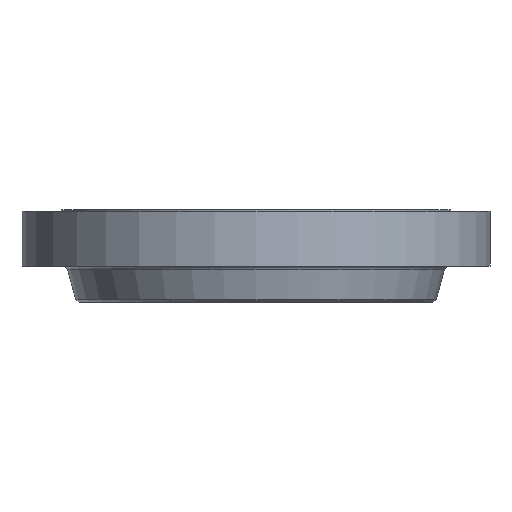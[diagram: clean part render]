
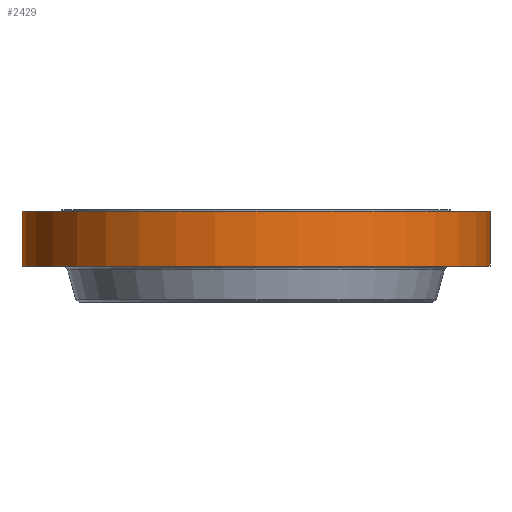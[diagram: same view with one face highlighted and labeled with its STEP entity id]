
A CAD part, front view. The second image highlights one B-rep face of the part: STEP entity #2429.
In plain terms, the highlighted cylindrical face has radius 927.1 mm (diameter 1854.2 mm), a partial arc.
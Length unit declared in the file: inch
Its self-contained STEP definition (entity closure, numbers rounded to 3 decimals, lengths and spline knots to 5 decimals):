
#115 = VECTOR ( 'NONE', #1564, 39.37008 ) ;
#126 = ORIENTED_EDGE ( 'NONE', *, *, #539, .T. ) ;
#169 = VERTEX_POINT ( 'NONE', #2024 ) ;
#241 = ORIENTED_EDGE ( 'NONE', *, *, #708, .T. ) ;
#261 = AXIS2_PLACEMENT_3D ( 'NONE', #635, #1515, #2824 ) ;
#276 = CARTESIAN_POINT ( 'NONE',  ( -36.5, 0., 0. ) ) ;
#335 = AXIS2_PLACEMENT_3D ( 'NONE', #1937, #441, #621 ) ;
#441 = DIRECTION ( 'NONE',  ( 0., 0., 1. ) ) ;
#535 = DIRECTION ( 'NONE',  ( 1., 0., 0. ) ) ;
#539 = EDGE_CURVE ( 'NONE', #169, #2585, #2810, .T. ) ;
#621 = DIRECTION ( 'NONE',  ( 1., 0., 0. ) ) ;
#635 = CARTESIAN_POINT ( 'NONE',  ( 0., 0., -8.8125 ) ) ;
#687 = VERTEX_POINT ( 'NONE', #2280 ) ;
#708 = EDGE_CURVE ( 'NONE', #2585, #1951, #2869, .T. ) ;
#753 = CIRCLE ( 'NONE', #2200, 36.5 ) ;
#883 = CARTESIAN_POINT ( 'NONE',  ( 36.5, 0., 0. ) ) ;
#1123 = LINE ( 'NONE', #276, #2471 ) ;
#1155 = DIRECTION ( 'NONE',  ( 0., 0., 1. ) ) ;
#1515 = DIRECTION ( 'NONE',  ( 0., 0., 1. ) ) ;
#1517 = EDGE_CURVE ( 'NONE', #687, #1951, #753, .T. ) ;
#1564 = DIRECTION ( 'NONE',  ( 0., 0., 1. ) ) ;
#1649 = DIRECTION ( 'NONE',  ( 0., 0., 1. ) ) ;
#1715 = EDGE_CURVE ( 'NONE', #169, #687, #1123, .T. ) ;
#1730 = CARTESIAN_POINT ( 'NONE',  ( 36.5, 0., -8.8125 ) ) ;
#1937 = CARTESIAN_POINT ( 'NONE',  ( 0., 0., 0. ) ) ;
#1951 = VERTEX_POINT ( 'NONE', #2641 ) ;
#2024 = CARTESIAN_POINT ( 'NONE',  ( -36.5, 0., -8.8125 ) ) ;
#2048 = ORIENTED_EDGE ( 'NONE', *, *, #1715, .F. ) ;
#2100 = EDGE_LOOP ( 'NONE', ( #2048, #126, #241, #2633 ) ) ;
#2155 = CARTESIAN_POINT ( 'NONE',  ( 0., 0., -0.25 ) ) ;
#2200 = AXIS2_PLACEMENT_3D ( 'NONE', #2155, #1649, #535 ) ;
#2280 = CARTESIAN_POINT ( 'NONE',  ( -36.5, 0., -0.25 ) ) ;
#2429 = ADVANCED_FACE ( 'NONE', ( #2433 ), #2458, .T. ) ;
#2433 = FACE_OUTER_BOUND ( 'NONE', #2100, .T. ) ;
#2458 = CYLINDRICAL_SURFACE ( 'NONE', #335, 36.5 ) ;
#2471 = VECTOR ( 'NONE', #1155, 39.37008 ) ;
#2585 = VERTEX_POINT ( 'NONE', #1730 ) ;
#2633 = ORIENTED_EDGE ( 'NONE', *, *, #1517, .F. ) ;
#2641 = CARTESIAN_POINT ( 'NONE',  ( 36.5, 0., -0.25 ) ) ;
#2810 = CIRCLE ( 'NONE', #261, 36.5 ) ;
#2824 = DIRECTION ( 'NONE',  ( 1., 0., 0. ) ) ;
#2869 = LINE ( 'NONE', #883, #115 ) ;
